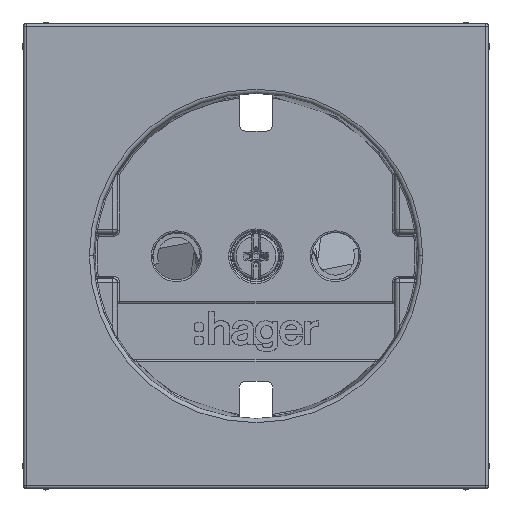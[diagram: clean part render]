
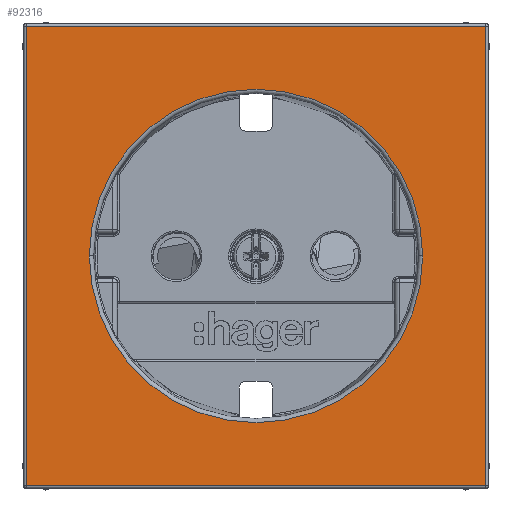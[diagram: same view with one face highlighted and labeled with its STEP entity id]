
A CAD part, top view. The second image highlights one B-rep face of the part: STEP entity #92316.
In plain terms, the highlighted face is planar.
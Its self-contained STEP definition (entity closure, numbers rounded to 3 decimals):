
#53508=DIRECTION('',(1.,0.,0.));
#53509=VECTOR('',#53508,54.881);
#53510=CARTESIAN_POINT('',(-27.44,6.2,27.44));
#53511=LINE('35812',#53510,#53509);
#53515=DIRECTION('',(0.,0.,1.));
#53516=VECTOR('',#53515,54.881);
#53517=CARTESIAN_POINT('',(-27.44,6.2,-27.44));
#53518=LINE('35816',#53517,#53516);
#53522=DIRECTION('',(-1.,0.,0.));
#53523=VECTOR('',#53522,54.881);
#53524=CARTESIAN_POINT('',(27.44,6.2,-27.44));
#53525=LINE('35822',#53524,#53523);
#53529=DIRECTION('',(0.,0.,-1.));
#53530=VECTOR('',#53529,54.881);
#53531=CARTESIAN_POINT('',(27.44,6.2,27.44));
#53532=LINE('35827',#53531,#53530);
#53536=CARTESIAN_POINT('',(0.,6.2,0.));
#53537=DIRECTION('',(0.,-1.,0.));
#53538=DIRECTION('',(-1.,0.,0.));
#53539=AXIS2_PLACEMENT_3D('',#53536,#53537,#53538);
#53544=CARTESIAN_POINT('',(0.,6.2,0.));
#53545=DIRECTION('',(0.,-1.,0.));
#53546=DIRECTION('',(1.,0.,0.));
#53547=AXIS2_PLACEMENT_3D('',#53544,#53545,#53546);
#87866=CARTESIAN_POINT('',(-27.44,6.2,27.44));
#87867=CARTESIAN_POINT('',(27.44,6.2,27.44));
#87868=VERTEX_POINT('',#87866);
#87869=VERTEX_POINT('',#87867);
#87876=CARTESIAN_POINT('',(-27.44,6.2,-27.44));
#87877=VERTEX_POINT('',#87876);
#87888=CARTESIAN_POINT('',(27.44,6.2,-27.44));
#87889=VERTEX_POINT('',#87888);
#88674=CARTESIAN_POINT('',(-19.91,6.2,0.));
#88675=CARTESIAN_POINT('',(19.91,6.2,0.));
#88676=VERTEX_POINT('',#88674);
#88677=VERTEX_POINT('',#88675);
#92295=CARTESIAN_POINT('',(0.,6.2,0.));
#92296=DIRECTION('',(0.,1.,0.));
#92297=DIRECTION('',(0.,0.,-1.));
#92298=AXIS2_PLACEMENT_3D('',#92295,#92296,#92297);
#92299=PLANE('2145',#92298);
#92301=ORIENTED_EDGE('35812',*,*,#92300,.F.);
#92303=ORIENTED_EDGE('35816',*,*,#92302,.F.);
#92305=ORIENTED_EDGE('35822',*,*,#92304,.F.);
#92307=ORIENTED_EDGE('35827',*,*,#92306,.F.);
#92308=EDGE_LOOP('2145',(#92301,#92303,#92305,#92307));
#92309=FACE_OUTER_BOUND('2145',#92308,.F.);
#92311=ORIENTED_EDGE('43155',*,*,#92310,.F.);
#92313=ORIENTED_EDGE('43157',*,*,#92312,.F.);
#92314=EDGE_LOOP('2145',(#92311,#92313));
#92315=FACE_BOUND('2145',#92314,.F.);
#53540=CIRCLE('43155',#53539,19.91);
#53548=CIRCLE('43157',#53547,19.91);
#92300=EDGE_CURVE('35812',#87868,#87869,#53511,.T.);
#92302=EDGE_CURVE('35816',#87877,#87868,#53518,.T.);
#92304=EDGE_CURVE('35822',#87889,#87877,#53525,.T.);
#92306=EDGE_CURVE('35827',#87869,#87889,#53532,.T.);
#92310=EDGE_CURVE('43155',#88676,#88677,#53540,.T.);
#92312=EDGE_CURVE('43157',#88677,#88676,#53548,.T.);
#92316=ADVANCED_FACE('2145',(#92309,#92315),#92299,.T.);
